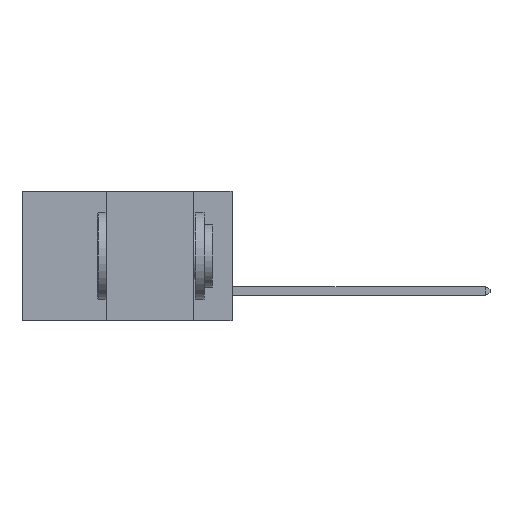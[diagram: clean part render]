
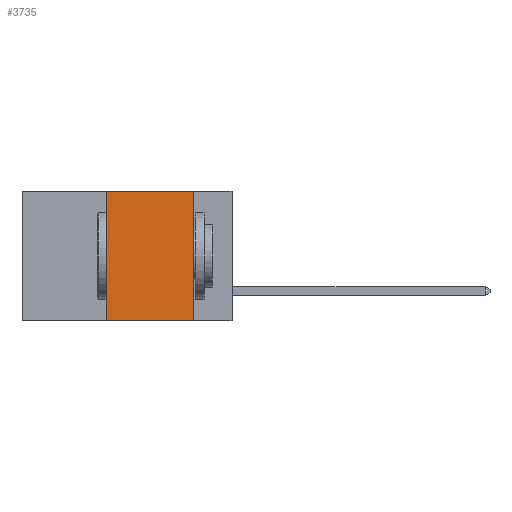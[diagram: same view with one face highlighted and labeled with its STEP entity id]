
A CAD part, left-side view. The second image highlights one B-rep face of the part: STEP entity #3735.
In plain terms, the highlighted planar face has unit normal (-1, 0, 0).
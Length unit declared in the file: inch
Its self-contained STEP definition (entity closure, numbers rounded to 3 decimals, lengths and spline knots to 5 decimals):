
#455 = CARTESIAN_POINT ( 'NONE',  ( 0., 0.36, 0. ) ) ;
#828 = CARTESIAN_POINT ( 'NONE',  ( 0., 0.11, 0. ) ) ;
#900 = VERTEX_POINT ( 'NONE', #8132 ) ;
#966 = DIRECTION ( 'NONE',  ( 0., 0., 1. ) ) ;
#1094 = CARTESIAN_POINT ( 'NONE',  ( 0., 0.36, 0. ) ) ;
#1384 = VERTEX_POINT ( 'NONE', #828 ) ;
#1717 = ORIENTED_EDGE ( 'NONE', *, *, #6598, .F. ) ;
#2344 = ORIENTED_EDGE ( 'NONE', *, *, #11178, .F. ) ;
#2590 = EDGE_LOOP ( 'NONE', ( #2344, #1717, #3216, #3758 ) ) ;
#3059 = VERTEX_POINT ( 'NONE', #11160 ) ;
#3216 = ORIENTED_EDGE ( 'NONE', *, *, #4196, .F. ) ;
#3735 = ADVANCED_FACE ( 'NONE', ( #5140 ), #5909, .F. ) ;
#3758 = ORIENTED_EDGE ( 'NONE', *, *, #12914, .T. ) ;
#4196 = EDGE_CURVE ( 'NONE', #3059, #4294, #10997, .T. ) ;
#4294 = VERTEX_POINT ( 'NONE', #455 ) ;
#4327 = DIRECTION ( 'NONE',  ( 0., 0., -1. ) ) ;
#4961 = AXIS2_PLACEMENT_3D ( 'NONE', #5857, #5829, #5814 ) ;
#4965 = VECTOR ( 'NONE', #8744, 39.37008 ) ;
#5122 = VECTOR ( 'NONE', #966, 39.37008 ) ;
#5140 = FACE_OUTER_BOUND ( 'NONE', #2590, .T. ) ;
#5814 = DIRECTION ( 'NONE',  ( 0., 0., -1. ) ) ;
#5829 = DIRECTION ( 'NONE',  ( 1., 0., 0. ) ) ;
#5857 = CARTESIAN_POINT ( 'NONE',  ( 0., 0.6, 0. ) ) ;
#5909 = PLANE ( 'NONE',  #4961 ) ;
#6598 = EDGE_CURVE ( 'NONE', #4294, #1384, #8047, .T. ) ;
#8047 = LINE ( 'NONE', #10770, #4965 ) ;
#8132 = CARTESIAN_POINT ( 'NONE',  ( 0., 0.11, -0.37 ) ) ;
#8744 = DIRECTION ( 'NONE',  ( 0., -1., 0. ) ) ;
#10077 = LINE ( 'NONE', #12958, #12451 ) ;
#10770 = CARTESIAN_POINT ( 'NONE',  ( 0., 0.6, 0. ) ) ;
#10997 = LINE ( 'NONE', #1094, #5122 ) ;
#11119 = VECTOR ( 'NONE', #12338, 39.37008 ) ;
#11160 = CARTESIAN_POINT ( 'NONE',  ( 0., 0.36, -0.37 ) ) ;
#11178 = EDGE_CURVE ( 'NONE', #1384, #900, #10077, .T. ) ;
#12338 = DIRECTION ( 'NONE',  ( 0., -1., 0. ) ) ;
#12451 = VECTOR ( 'NONE', #4327, 39.37008 ) ;
#12914 = EDGE_CURVE ( 'NONE', #3059, #900, #13739, .T. ) ;
#12958 = CARTESIAN_POINT ( 'NONE',  ( 0., 0.11, 0. ) ) ;
#13739 = LINE ( 'NONE', #14232, #11119 ) ;
#14232 = CARTESIAN_POINT ( 'NONE',  ( 0., 0.6, -0.37 ) ) ;
